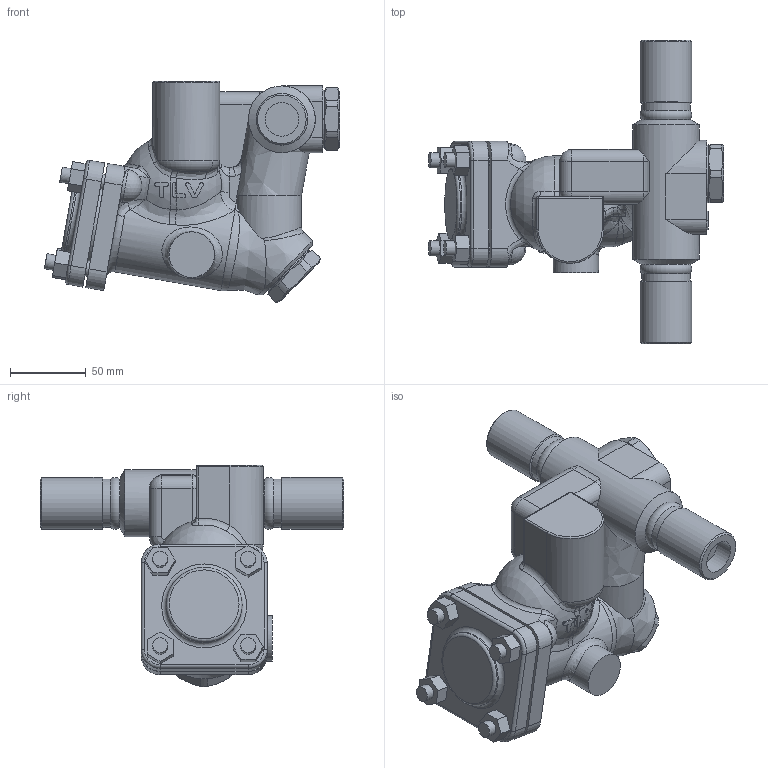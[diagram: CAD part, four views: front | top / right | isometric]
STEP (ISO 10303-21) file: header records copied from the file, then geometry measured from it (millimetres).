
FILE_DESCRIPTION(/* description */ (''),/* implementation_level */ '2;1');
FILE_NAME(/* name */ 'sh3nl-015-sw000-00.stp',/* time_stamp */ '2024-03-25T10:11:11+09:00',/* author */ ('nakaot'),/* organization */ (''),/* preprocessor_version */ 'ST-DEVELOPER v18.1',/* originating_system */ 'Autodesk Inventor 2022',/* authorisation */ '');
FILE_SCHEMA (('AUTOMOTIVE_DESIGN { 1 0 10303 214 3 1 1 }'));
Length unit declared in the file: millimetre
Products named in the file (1): sh3nl-015-sw000-00
Bounding box: 194.46 x 200 x 145.83 mm (x, y, z)
Volume: 1106146.4 mm3; surface area: 110949 mm2
Topology: 1 solids, 1 shells, 298 faces, 751 edges, 474 vertices
Faces by surface type: plane 116, cylinder 89, bspline 44, torus 26, sphere 13, cone 10
Full cylindrical faces by diameter (mm): 10 x8, 12 x4, 22.2 x2, 30 x1, 32 x2, 34 x2, 38 x2, 44 x1, 50 x1, 53.192 x1
Entity records: 11582 total; most frequent: CARTESIAN_POINT 4727, ORIENTED_EDGE 1488, DIRECTION 1317, EDGE_CURVE 744, AXIS2_PLACEMENT_3D 517, VERTEX_POINT 473, EDGE_LOOP 331, FACE_OUTER_BOUND 298
